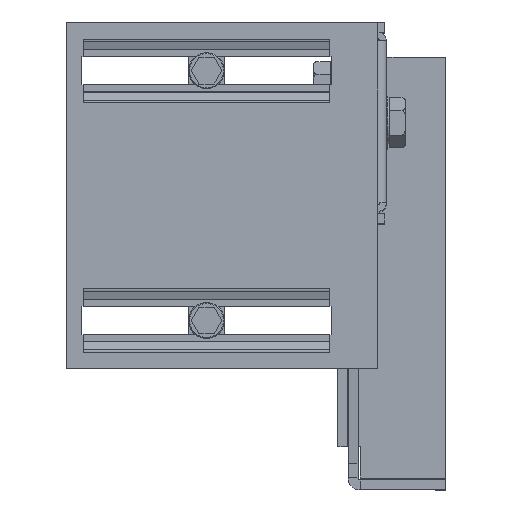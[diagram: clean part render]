
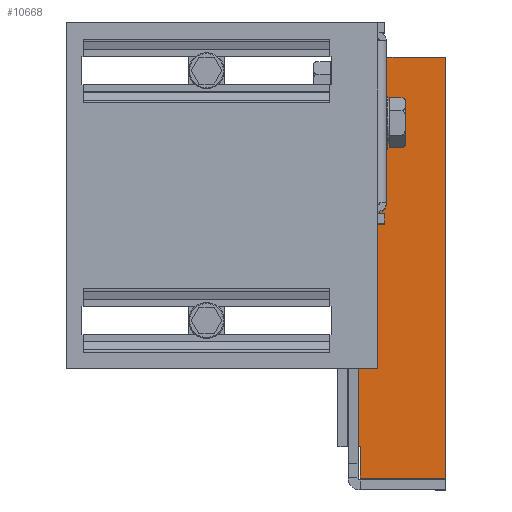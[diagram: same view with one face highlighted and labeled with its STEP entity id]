
A CAD part, top view. The second image highlights one B-rep face of the part: STEP entity #10668.
In plain terms, the highlighted planar face has unit normal (0, 0, 1).
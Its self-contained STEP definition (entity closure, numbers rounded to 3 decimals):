
#279 = ORIENTED_EDGE ( 'NONE', *, *, #8555, .T. ) ;
#421 = VERTEX_POINT ( 'NONE', #7494 ) ;
#517 = VECTOR ( 'NONE', #10348, 1000. ) ;
#646 = CARTESIAN_POINT ( 'NONE',  ( 3.6, -107., 2.4 ) ) ;
#803 = LINE ( 'NONE', #1068, #517 ) ;
#1001 = LINE ( 'NONE', #3879, #3263 ) ;
#1040 = EDGE_CURVE ( 'NONE', #3441, #10071, #8741, .T. ) ;
#1068 = CARTESIAN_POINT ( 'NONE',  ( 3.6, -107., 2.4 ) ) ;
#1146 = ORIENTED_EDGE ( 'NONE', *, *, #9095, .F. ) ;
#1427 = AXIS2_PLACEMENT_3D ( 'NONE', #646, #10793, #5792 ) ;
#2061 = CARTESIAN_POINT ( 'NONE',  ( 3.6, -97., 2.4 ) ) ;
#2219 = DIRECTION ( 'NONE',  ( -1., 0., 0. ) ) ;
#2290 = FACE_OUTER_BOUND ( 'NONE', #5742, .T. ) ;
#2396 = LINE ( 'NONE', #10286, #9460 ) ;
#2884 = LINE ( 'NONE', #8325, #5165 ) ;
#2988 = ORIENTED_EDGE ( 'NONE', *, *, #6196, .T. ) ;
#3154 = VECTOR ( 'NONE', #5272, 1000. ) ;
#3263 = VECTOR ( 'NONE', #2219, 1000. ) ;
#3441 = VERTEX_POINT ( 'NONE', #7727 ) ;
#3879 = CARTESIAN_POINT ( 'NONE',  ( 29.2, -106.4, 2.4 ) ) ;
#4377 = CARTESIAN_POINT ( 'NONE',  ( 29.2, 20., 2.4 ) ) ;
#4786 = DIRECTION ( 'NONE',  ( 1., 0., 0. ) ) ;
#4882 = ORIENTED_EDGE ( 'NONE', *, *, #6832, .T. ) ;
#5031 = VERTEX_POINT ( 'NONE', #7599 ) ;
#5165 = VECTOR ( 'NONE', #9172, 1000. ) ;
#5211 = CARTESIAN_POINT ( 'NONE',  ( 29.2, -107., 2.4 ) ) ;
#5272 = DIRECTION ( 'NONE',  ( 0., 1., 0. ) ) ;
#5740 = CARTESIAN_POINT ( 'NONE',  ( 3.6, 20., 2.4 ) ) ;
#5742 = EDGE_LOOP ( 'NONE', ( #1146, #6155, #279, #9303, #2988, #4882 ) ) ;
#5792 = DIRECTION ( 'NONE',  ( -1., 0., 0. ) ) ;
#6155 = ORIENTED_EDGE ( 'NONE', *, *, #1040, .T. ) ;
#6196 = EDGE_CURVE ( 'NONE', #7172, #9675, #2396, .T. ) ;
#6832 = EDGE_CURVE ( 'NONE', #9675, #421, #803, .T. ) ;
#7172 = VERTEX_POINT ( 'NONE', #10088 ) ;
#7494 = CARTESIAN_POINT ( 'NONE',  ( 3.6, -106.4, 2.4 ) ) ;
#7599 = CARTESIAN_POINT ( 'NONE',  ( 0.5, 20., 2.4 ) ) ;
#7727 = CARTESIAN_POINT ( 'NONE',  ( 29.2, -106.4, 2.4 ) ) ;
#8001 = EDGE_CURVE ( 'NONE', #7172, #5031, #2884, .T. ) ;
#8325 = CARTESIAN_POINT ( 'NONE',  ( 0.5, -97., 2.4 ) ) ;
#8333 = VECTOR ( 'NONE', #9970, 1000. ) ;
#8555 = EDGE_CURVE ( 'NONE', #10071, #5031, #10517, .T. ) ;
#8741 = LINE ( 'NONE', #5211, #3154 ) ;
#9095 = EDGE_CURVE ( 'NONE', #3441, #421, #1001, .T. ) ;
#9172 = DIRECTION ( 'NONE',  ( 0., 1., 0. ) ) ;
#9173 = PLANE ( 'NONE',  #1427 ) ;
#9303 = ORIENTED_EDGE ( 'NONE', *, *, #8001, .F. ) ;
#9460 = VECTOR ( 'NONE', #4786, 1000. ) ;
#9675 = VERTEX_POINT ( 'NONE', #2061 ) ;
#9970 = DIRECTION ( 'NONE',  ( -1., 0., 0. ) ) ;
#10071 = VERTEX_POINT ( 'NONE', #4377 ) ;
#10088 = CARTESIAN_POINT ( 'NONE',  ( 0.5, -97., 2.4 ) ) ;
#10286 = CARTESIAN_POINT ( 'NONE',  ( 0.5, -97., 2.4 ) ) ;
#10348 = DIRECTION ( 'NONE',  ( 0., -1., 0. ) ) ;
#10517 = LINE ( 'NONE', #5740, #8333 ) ;
#10668 = ADVANCED_FACE ( 'NONE', ( #2290 ), #9173, .F. ) ;
#10793 = DIRECTION ( 'NONE',  ( 0., 0., -1. ) ) ;
